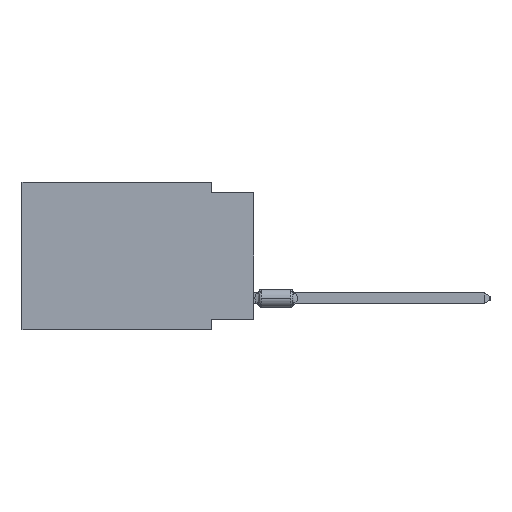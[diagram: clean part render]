
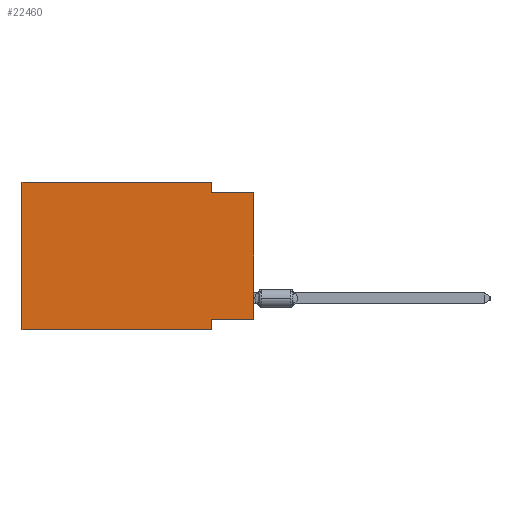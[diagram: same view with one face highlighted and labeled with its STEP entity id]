
A CAD part, left-side view. The second image highlights one B-rep face of the part: STEP entity #22460.
In plain terms, the highlighted planar face has unit normal (-1, 0, 0).
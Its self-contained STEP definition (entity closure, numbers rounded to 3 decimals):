
#233 = LINE ( 'NONE', #17762, #6754 ) ;
#2611 = EDGE_CURVE ( 'NONE', #36936, #40087, #31302, .T. ) ;
#2953 = CARTESIAN_POINT ( 'NONE',  ( 0., 13.97, 0. ) ) ;
#3269 = ORIENTED_EDGE ( 'NONE', *, *, #9686, .F. ) ;
#3341 = CARTESIAN_POINT ( 'NONE',  ( 0., 2.54, -8.89 ) ) ;
#3473 = ORIENTED_EDGE ( 'NONE', *, *, #38000, .T. ) ;
#4197 = EDGE_CURVE ( 'NONE', #36936, #49433, #13118, .T. ) ;
#4960 = LINE ( 'NONE', #8983, #30009 ) ;
#5598 = EDGE_LOOP ( 'NONE', ( #19805, #6451, #13881, #48948, #40936, #3473, #3269, #26969 ) ) ;
#6451 = ORIENTED_EDGE ( 'NONE', *, *, #41271, .F. ) ;
#6754 = VECTOR ( 'NONE', #23400, 1000. ) ;
#8086 = DIRECTION ( 'NONE',  ( 1., 0., 0. ) ) ;
#8983 = CARTESIAN_POINT ( 'NONE',  ( 0., 0., -0.635 ) ) ;
#9686 = EDGE_CURVE ( 'NONE', #40087, #35077, #233, .T. ) ;
#12706 = CARTESIAN_POINT ( 'NONE',  ( 0., 13.97, -8.89 ) ) ;
#13118 = LINE ( 'NONE', #17720, #39450 ) ;
#13881 = ORIENTED_EDGE ( 'NONE', *, *, #46168, .F. ) ;
#14948 = DIRECTION ( 'NONE',  ( 0., -1., 0. ) ) ;
#15215 = CARTESIAN_POINT ( 'NONE',  ( 0., 13.97, -8.89 ) ) ;
#16103 = VECTOR ( 'NONE', #14948, 1000. ) ;
#17000 = FACE_OUTER_BOUND ( 'NONE', #5598, .T. ) ;
#17159 = VERTEX_POINT ( 'NONE', #17365 ) ;
#17365 = CARTESIAN_POINT ( 'NONE',  ( 0., 13.97, 0. ) ) ;
#17609 = LINE ( 'NONE', #25922, #55076 ) ;
#17720 = CARTESIAN_POINT ( 'NONE',  ( 0., 0., 0. ) ) ;
#17762 = CARTESIAN_POINT ( 'NONE',  ( 0., 2.54, -8.89 ) ) ;
#19251 = LINE ( 'NONE', #15215, #16103 ) ;
#19805 = ORIENTED_EDGE ( 'NONE', *, *, #4197, .T. ) ;
#20567 = CARTESIAN_POINT ( 'NONE',  ( 0., 13.97, 0. ) ) ;
#22460 = ADVANCED_FACE ( 'NONE', ( #17000 ), #34490, .F. ) ;
#22771 = CARTESIAN_POINT ( 'NONE',  ( 0., 2.54, -0.635 ) ) ;
#23400 = DIRECTION ( 'NONE',  ( 0., 0., -1. ) ) ;
#24637 = DIRECTION ( 'NONE',  ( 0., -1., 0. ) ) ;
#25615 = CARTESIAN_POINT ( 'NONE',  ( 0., 2.54, 0. ) ) ;
#25922 = CARTESIAN_POINT ( 'NONE',  ( 0., 2.54, 0. ) ) ;
#26511 = VECTOR ( 'NONE', #49059, 1000. ) ;
#26969 = ORIENTED_EDGE ( 'NONE', *, *, #2611, .F. ) ;
#27128 = EDGE_CURVE ( 'NONE', #46140, #17159, #38281, .T. ) ;
#28866 = DIRECTION ( 'NONE',  ( 0., 0., 1. ) ) ;
#30009 = VECTOR ( 'NONE', #47731, 1000. ) ;
#31302 = LINE ( 'NONE', #40440, #26511 ) ;
#34490 = PLANE ( 'NONE',  #35222 ) ;
#35077 = VERTEX_POINT ( 'NONE', #3341 ) ;
#35222 = AXIS2_PLACEMENT_3D ( 'NONE', #2953, #8086, #51150 ) ;
#35771 = DIRECTION ( 'NONE',  ( 0., 0., 1. ) ) ;
#36936 = VERTEX_POINT ( 'NONE', #52335 ) ;
#37202 = VERTEX_POINT ( 'NONE', #22771 ) ;
#38000 = EDGE_CURVE ( 'NONE', #46140, #35077, #19251, .T. ) ;
#38281 = LINE ( 'NONE', #20567, #41376 ) ;
#39199 = CARTESIAN_POINT ( 'NONE',  ( 0., 0., -0.635 ) ) ;
#39450 = VECTOR ( 'NONE', #35771, 1000. ) ;
#40087 = VERTEX_POINT ( 'NONE', #48309 ) ;
#40440 = CARTESIAN_POINT ( 'NONE',  ( 0., 0., -8.255 ) ) ;
#40936 = ORIENTED_EDGE ( 'NONE', *, *, #27128, .F. ) ;
#41271 = EDGE_CURVE ( 'NONE', #37202, #49433, #4960, .T. ) ;
#41376 = VECTOR ( 'NONE', #28866, 1000. ) ;
#42570 = DIRECTION ( 'NONE',  ( 0., 0., -1. ) ) ;
#44379 = EDGE_CURVE ( 'NONE', #17159, #54912, #51302, .T. ) ;
#46140 = VERTEX_POINT ( 'NONE', #12706 ) ;
#46168 = EDGE_CURVE ( 'NONE', #54912, #37202, #17609, .T. ) ;
#46178 = CARTESIAN_POINT ( 'NONE',  ( 0., 13.97, 0. ) ) ;
#47731 = DIRECTION ( 'NONE',  ( 0., -1., 0. ) ) ;
#48309 = CARTESIAN_POINT ( 'NONE',  ( 0., 2.54, -8.255 ) ) ;
#48948 = ORIENTED_EDGE ( 'NONE', *, *, #44379, .F. ) ;
#49059 = DIRECTION ( 'NONE',  ( 0., 1., 0. ) ) ;
#49433 = VERTEX_POINT ( 'NONE', #39199 ) ;
#50376 = VECTOR ( 'NONE', #24637, 1000. ) ;
#51150 = DIRECTION ( 'NONE',  ( 0., 0., -1. ) ) ;
#51302 = LINE ( 'NONE', #46178, #50376 ) ;
#52335 = CARTESIAN_POINT ( 'NONE',  ( 0., 0., -8.255 ) ) ;
#54912 = VERTEX_POINT ( 'NONE', #25615 ) ;
#55076 = VECTOR ( 'NONE', #42570, 1000. ) ;
